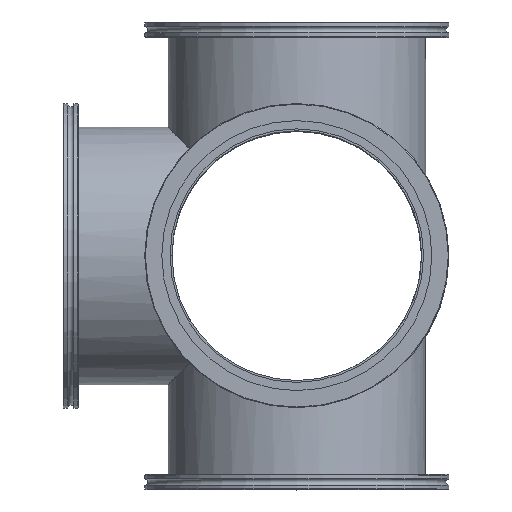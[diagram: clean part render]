
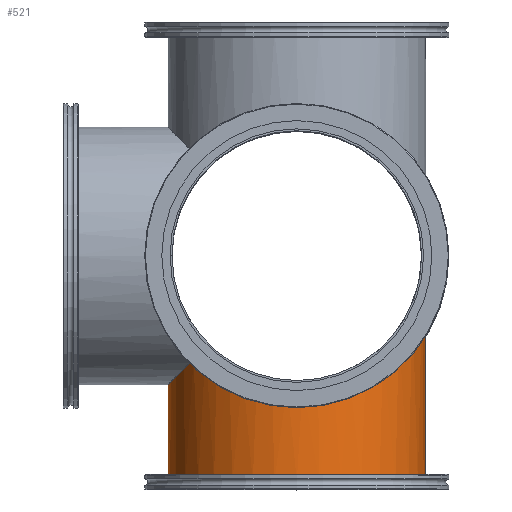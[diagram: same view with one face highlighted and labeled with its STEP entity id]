
A CAD part, top view. The second image highlights one B-rep face of the part: STEP entity #521.
In plain terms, the highlighted cylindrical face has radius 101.6 mm (diameter 203.2 mm), a full revolution.
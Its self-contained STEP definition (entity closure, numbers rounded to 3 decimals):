
#74=CIRCLE('',#634,101.6);
#109=CYLINDRICAL_SURFACE('',#633,101.6);
#121=FACE_OUTER_BOUND('',#150,.T.);
#150=EDGE_LOOP('',(#367,#368,#369,#370,#371,#372));
#188=LINE('',#945,#208);
#208=VECTOR('',#738,101.6);
#226=ELLIPSE('',#631,143.684,101.6);
#228=ELLIPSE('',#635,143.684,101.6);
#229=ELLIPSE('',#636,143.684,101.6);
#242=VERTEX_POINT('',#933);
#243=VERTEX_POINT('',#934);
#246=VERTEX_POINT('',#942);
#247=VERTEX_POINT('',#944);
#292=EDGE_CURVE('',#242,#243,#226,.T.);
#296=EDGE_CURVE('',#246,#246,#74,.T.);
#297=EDGE_CURVE('',#246,#247,#188,.T.);
#298=EDGE_CURVE('',#247,#242,#228,.T.);
#299=EDGE_CURVE('',#243,#247,#229,.T.);
#367=ORIENTED_EDGE('',*,*,#296,.F.);
#368=ORIENTED_EDGE('',*,*,#297,.T.);
#369=ORIENTED_EDGE('',*,*,#298,.T.);
#370=ORIENTED_EDGE('',*,*,#292,.T.);
#371=ORIENTED_EDGE('',*,*,#299,.T.);
#372=ORIENTED_EDGE('',*,*,#297,.F.);
#521=ADVANCED_FACE('',(#121),#109,.T.);
#631=AXIS2_PLACEMENT_3D('',#935,#728,#729);
#633=AXIS2_PLACEMENT_3D('',#941,#734,#735);
#634=AXIS2_PLACEMENT_3D('',#943,#736,#737);
#635=AXIS2_PLACEMENT_3D('',#946,#739,#740);
#636=AXIS2_PLACEMENT_3D('',#947,#741,#742);
#728=DIRECTION('center_axis',(0.707,0.,-0.707));
#729=DIRECTION('ref_axis',(-0.707,0.,-0.707));
#734=DIRECTION('center_axis',(0.,0.,-1.));
#735=DIRECTION('ref_axis',(-1.,0.,0.));
#736=DIRECTION('center_axis',(0.,0.,-1.));
#737=DIRECTION('ref_axis',(-1.,0.,0.));
#738=DIRECTION('',(0.,0.,1.));
#739=DIRECTION('center_axis',(0.,0.707,-0.707));
#740=DIRECTION('ref_axis',(0.,0.707,0.707));
#741=DIRECTION('center_axis',(0.,-0.707,
-0.707));
#742=DIRECTION('ref_axis',(0.,0.707,-0.707));
#933=CARTESIAN_POINT('',(-71.842,-71.842,-71.842));
#934=CARTESIAN_POINT('',(-71.842,71.842,-71.842));
#935=CARTESIAN_POINT('Origin',(0.,0.,0.));
#941=CARTESIAN_POINT('Origin',(0.,0.,0.));
#942=CARTESIAN_POINT('',(101.6,0.,-177.9));
#943=CARTESIAN_POINT('Origin',(0.,0.,-177.9));
#944=CARTESIAN_POINT('',(101.6,0.,0.));
#945=CARTESIAN_POINT('',(101.6,0.,0.));
#946=CARTESIAN_POINT('Origin',(0.,0.,0.));
#947=CARTESIAN_POINT('Origin',(0.,0.,0.));
